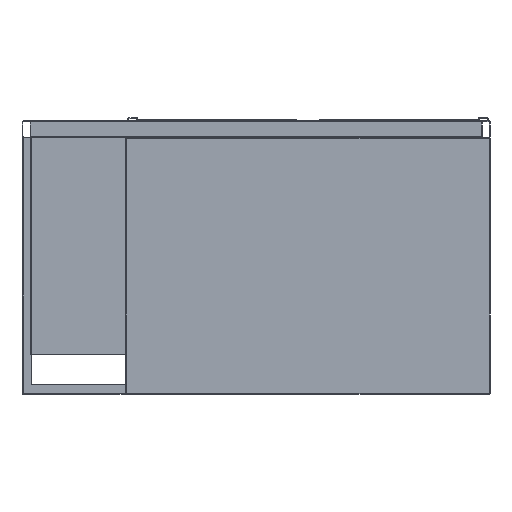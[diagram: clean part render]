
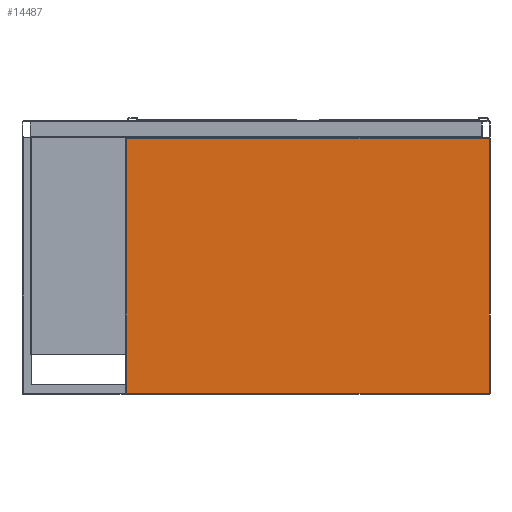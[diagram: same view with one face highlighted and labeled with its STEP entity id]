
A CAD part, front view. The second image highlights one B-rep face of the part: STEP entity #14487.
In plain terms, the highlighted planar face has unit normal (0, -1, 0).
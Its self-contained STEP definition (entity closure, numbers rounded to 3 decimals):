
#617 = CARTESIAN_POINT ( 'NONE',  ( 438., -350., -42. ) ) ;
#2311 = ORIENTED_EDGE ( 'NONE', *, *, #25061, .T. ) ;
#3352 = LINE ( 'NONE', #13893, #3963 ) ;
#3963 = VECTOR ( 'NONE', #14446, 1000. ) ;
#6476 = AXIS2_PLACEMENT_3D ( 'NONE', #24321, #21915, #13781 ) ;
#7136 = VERTEX_POINT ( 'NONE', #27742 ) ;
#7260 = EDGE_CURVE ( 'NONE', #27406, #24220, #3352, .T. ) ;
#7372 = EDGE_LOOP ( 'NONE', ( #33941, #9252, #25463, #2311 ) ) ;
#9252 = ORIENTED_EDGE ( 'NONE', *, *, #36075, .T. ) ;
#9382 = VECTOR ( 'NONE', #25392, 1000. ) ;
#10715 = CARTESIAN_POINT ( 'NONE',  ( -438., -350., -658. ) ) ;
#11550 = CARTESIAN_POINT ( 'NONE',  ( 438., -350., -660. ) ) ;
#13781 = DIRECTION ( 'NONE',  ( 0., 0., -1. ) ) ;
#13893 = CARTESIAN_POINT ( 'NONE',  ( -440., -350., -658. ) ) ;
#14446 = DIRECTION ( 'NONE',  ( 1., 0., 0. ) ) ;
#14487 = ADVANCED_FACE ( 'Fl�che8', ( #24680 ), #22095, .T. ) ;
#14888 = LINE ( 'NONE', #11550, #9382 ) ;
#14935 = CARTESIAN_POINT ( 'NONE',  ( -438., -350., -660. ) ) ;
#16900 = CARTESIAN_POINT ( 'NONE',  ( 438., -350., -658. ) ) ;
#20257 = LINE ( 'NONE', #31144, #26547 ) ;
#20382 = VECTOR ( 'NONE', #23411, 1000. ) ;
#21915 = DIRECTION ( 'NONE',  ( 0., -1., 0. ) ) ;
#22095 = PLANE ( 'NONE',  #6476 ) ;
#23411 = DIRECTION ( 'NONE',  ( 0., 0., -1. ) ) ;
#24220 = VERTEX_POINT ( 'NONE', #16900 ) ;
#24321 = CARTESIAN_POINT ( 'NONE',  ( -440., -350., -660. ) ) ;
#24680 = FACE_OUTER_BOUND ( 'NONE', #7372, .T. ) ;
#25061 = EDGE_CURVE ( 'NONE', #24220, #28286, #14888, .T. ) ;
#25392 = DIRECTION ( 'NONE',  ( 0., 0., 1. ) ) ;
#25463 = ORIENTED_EDGE ( 'NONE', *, *, #7260, .T. ) ;
#26547 = VECTOR ( 'NONE', #28923, 1000. ) ;
#27406 = VERTEX_POINT ( 'NONE', #10715 ) ;
#27742 = CARTESIAN_POINT ( 'NONE',  ( -438., -350., -42. ) ) ;
#27793 = EDGE_CURVE ( 'NONE', #28286, #7136, #20257, .T. ) ;
#28286 = VERTEX_POINT ( 'NONE', #617 ) ;
#28923 = DIRECTION ( 'NONE',  ( -1., 0., 0. ) ) ;
#31144 = CARTESIAN_POINT ( 'NONE',  ( -440., -350., -42. ) ) ;
#31725 = LINE ( 'NONE', #14935, #20382 ) ;
#33941 = ORIENTED_EDGE ( 'NONE', *, *, #27793, .T. ) ;
#36075 = EDGE_CURVE ( 'NONE', #7136, #27406, #31725, .T. ) ;
